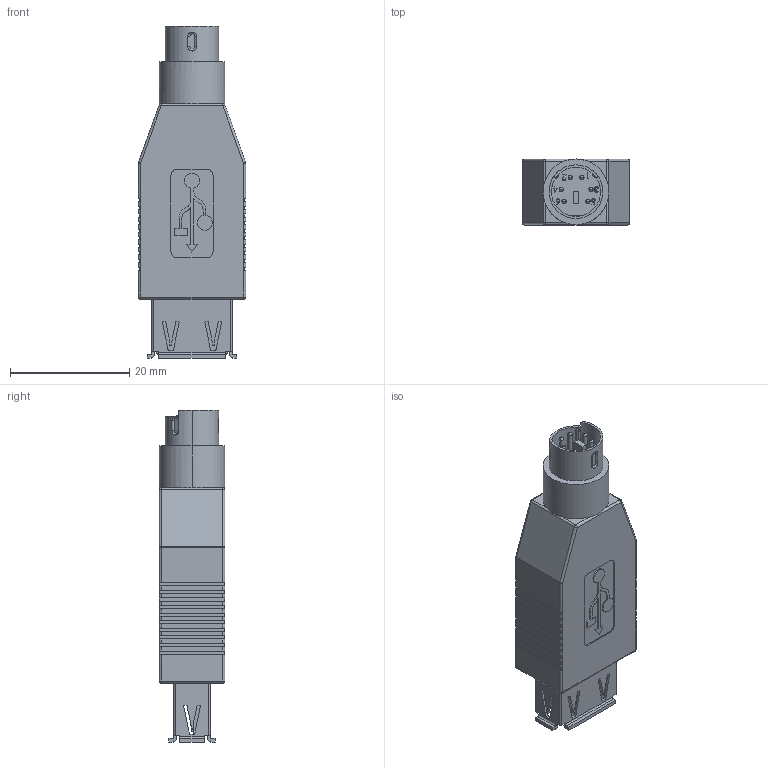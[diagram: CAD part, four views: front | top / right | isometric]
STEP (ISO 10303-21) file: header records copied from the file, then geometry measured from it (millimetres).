
FILE_DESCRIPTION (( 'STEP AP214' ), '1' );
FILE_NAME ('UAD017FM.STEP', '2009-01-08T15:09:13', ( ' ' ), ( ' ' ), 'SwSTEP 2.0', 'SolidWorks 2008', '' );
FILE_SCHEMA (( 'AUTOMOTIVE_DESIGN' ));
Length unit declared in the file: inch
Products named in the file (4): UAD017FM-MA1; 3AB06-005-MA1; 1AA03-013 ; UAD017FM
Assembly tree (3 placements, depth 2):
  UAD017FM
    UAD017FM-MA1
    1AA03-013 
    3AB06-005-MA1
Bounding box: 18.01 x 11 x 55.6 mm (x, y, z)
Volume: 7196.5 mm3; surface area: 4692.9 mm2
Topology: 4 solids, 6 shells, 704 faces, 1905 edges, 1242 vertices
Faces by surface type: plane 433, cylinder 168, bspline 79, sphere 12, torus 12
Entity records: 30139 total; most frequent: CARTESIAN_POINT 8634, ORIENTED_EDGE 3786, DIRECTION 3445, EDGE_CURVE 1893, VECTOR 1283, LINE 1283, VERTEX_POINT 1242, AXIS2_PLACEMENT_3D 1081
